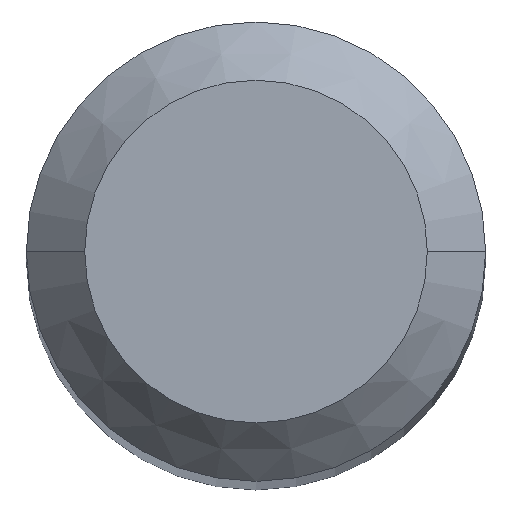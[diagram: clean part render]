
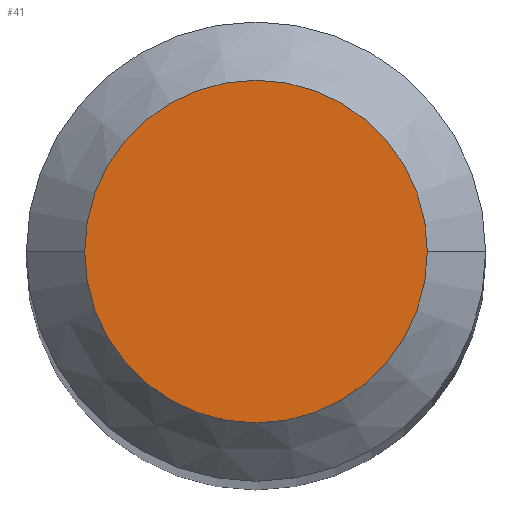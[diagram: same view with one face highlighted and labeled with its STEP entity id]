
A CAD part, top view. The second image highlights one B-rep face of the part: STEP entity #41.
In plain terms, the highlighted planar face has unit normal (0, 0, 1).
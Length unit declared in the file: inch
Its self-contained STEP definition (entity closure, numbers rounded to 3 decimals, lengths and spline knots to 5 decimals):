
#11 = DIRECTION ( 'NONE',  ( 0., 0., 1. ) ) ;
#18 = DIRECTION ( 'NONE',  ( 0., 0., -1. ) ) ;
#41 = ADVANCED_FACE ( 'NONE', ( #153 ), #332, .F. ) ;
#62 = CIRCLE ( 'NONE', #352, 0.04405 ) ;
#70 = EDGE_LOOP ( 'NONE', ( #390, #202 ) ) ;
#91 = DIRECTION ( 'NONE',  ( 1., 0., 0. ) ) ;
#149 = CARTESIAN_POINT ( 'NONE',  ( 0.04405, 0., 0. ) ) ;
#153 = FACE_OUTER_BOUND ( 'NONE', #70, .T. ) ;
#202 = ORIENTED_EDGE ( 'NONE', *, *, #453, .T. ) ;
#248 = CIRCLE ( 'NONE', #405, 0.04405 ) ;
#252 = CARTESIAN_POINT ( 'NONE',  ( -0.04405, 0., 0. ) ) ;
#266 = DIRECTION ( 'NONE',  ( 1., 0., 0. ) ) ;
#272 = VERTEX_POINT ( 'NONE', #149 ) ;
#302 = CARTESIAN_POINT ( 'NONE',  ( 0., 0.04405, 0. ) ) ;
#332 = PLANE ( 'NONE',  #408 ) ;
#352 = AXIS2_PLACEMENT_3D ( 'NONE', #466, #419, #91 ) ;
#368 = EDGE_CURVE ( 'NONE', #372, #272, #62, .T. ) ;
#372 = VERTEX_POINT ( 'NONE', #252 ) ;
#390 = ORIENTED_EDGE ( 'NONE', *, *, #368, .T. ) ;
#405 = AXIS2_PLACEMENT_3D ( 'NONE', #433, #11, #266 ) ;
#408 = AXIS2_PLACEMENT_3D ( 'NONE', #302, #18, #440 ) ;
#419 = DIRECTION ( 'NONE',  ( 0., 0., 1. ) ) ;
#433 = CARTESIAN_POINT ( 'NONE',  ( 0., 0., 0. ) ) ;
#440 = DIRECTION ( 'NONE',  ( -1., 0., 0. ) ) ;
#453 = EDGE_CURVE ( 'NONE', #272, #372, #248, .T. ) ;
#466 = CARTESIAN_POINT ( 'NONE',  ( 0., 0., 0. ) ) ;
